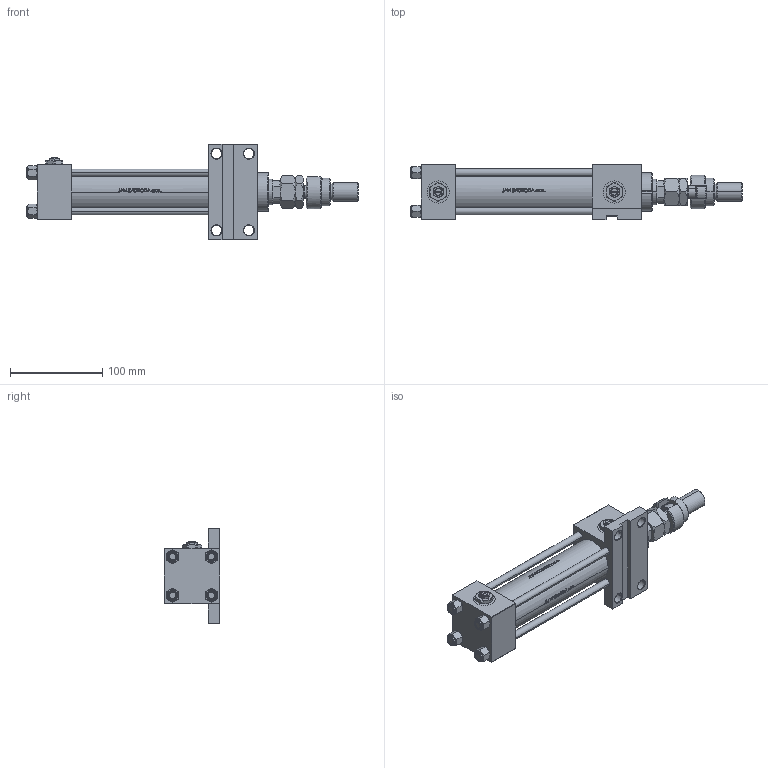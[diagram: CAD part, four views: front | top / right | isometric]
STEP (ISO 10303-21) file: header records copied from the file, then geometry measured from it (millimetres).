
FILE_DESCRIPTION (( 'STEP AP203' ), '1' );
FILE_NAME ('b1bd.STEP', '2022-04-15T19:57:30', ( '' ), ( '' ), 'SwSTEP 2.0', 'SolidWorks 2019', '' );
FILE_SCHEMA (( 'CONFIG_CONTROL_DESIGN' ));
Length unit declared in the file: millimetre
Products named in the file (10): DFA 93d38821c660d03bae92c44b0ae7ec5f; MFA 93d38821c660d03bae92c44b0ae7ec5f; V215CR_VCP_F 93d38821c660d03bae92c44b0ae7ec5f; NUT_M5_F 93d38821c660d03bae92c44b0ae7ec5f; Zatka_pro_OIL_PORT 93d38821c660d03bae92c44b0ae7ec5f; V215CR_F_Body 93d38821c660d03bae92c44b0ae7ec5f; V215_VC_A 93d38821c660d03bae92c44b0ae7ec5f; FEMALE_PART_FOR_DFA 93d38821c660d03bae92c44b0ae7ec5f; V215CR_F_TYCINKA 93d38821c660d03bae92c44b0ae7ec5f; b1bd
Assembly tree (16 placements, depth 3):
  b1bd
    V215CR_F_Body 93d38821c660d03bae92c44b0ae7ec5f
    V215CR_VCP_F 93d38821c660d03bae92c44b0ae7ec5f
    V215CR_F_TYCINKA 93d38821c660d03bae92c44b0ae7ec5f  x4
    NUT_M5_F 93d38821c660d03bae92c44b0ae7ec5f  x4
    V215_VC_A 93d38821c660d03bae92c44b0ae7ec5f
    DFA 93d38821c660d03bae92c44b0ae7ec5f
      FEMALE_PART_FOR_DFA 93d38821c660d03bae92c44b0ae7ec5f
      MFA 93d38821c660d03bae92c44b0ae7ec5f
    Zatka_pro_OIL_PORT 93d38821c660d03bae92c44b0ae7ec5f  x2
Bounding box: 359 x 60 x 103 mm (x, y, z)
Volume: 600595.9 mm3; surface area: 175205.8 mm2
Topology: 15 solids, 15 shells, 1301 faces, 3234 edges, 2053 vertices
Faces by surface type: plane 514, bspline 380, cone 234, cylinder 161, torus 12
Entity records: 53144 total; most frequent: CARTESIAN_POINT 27383, ORIENTED_EDGE 5768, DIRECTION 3824, EDGE_CURVE 2884, VERTEX_POINT 1851, VECTOR 1428, LINE 1428, EDGE_LOOP 1251
